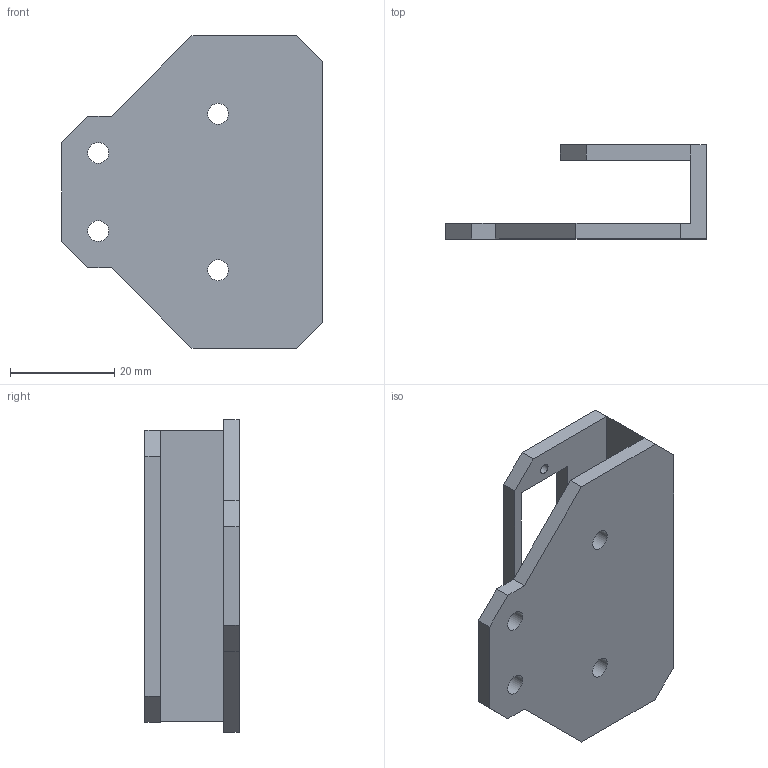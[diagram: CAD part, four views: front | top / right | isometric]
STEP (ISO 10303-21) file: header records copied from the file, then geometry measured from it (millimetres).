
FILE_DESCRIPTION(/* description */ (''),/* implementation_level */ '2;1');
FILE_NAME(/* name */ 'base 2.0 upload.stp',/* time_stamp */ '2021-05-12T11:59:36+07:00',/* author */ ('Luthfi '),/* organization */ (''),/* preprocessor_version */ 'ST-DEVELOPER v18.1',/* originating_system */ 'Autodesk Inventor 2021',/* authorisation */ '');
FILE_SCHEMA (('CONFIG_CONTROL_DESIGN'));
Length unit declared in the file: millimetre
Products named in the file (1): base 2.0 upload
Bounding box: 50 x 18.1 x 60 mm (x, y, z)
Volume: 12582.8 mm3; surface area: 9699.2 mm2
Topology: 1 solids, 1 shells, 34 faces, 94 edges, 62 vertices
Faces by surface type: plane 27, cylinder 7
Full cylindrical faces by diameter (mm): 2 x2, 4 x4, 8 x1
Entity records: 1149 total; most frequent: CARTESIAN_POINT 191, ORIENTED_EDGE 188, DIRECTION 178, EDGE_CURVE 94, LINE 80, VECTOR 80, VERTEX_POINT 62, EDGE_LOOP 50
